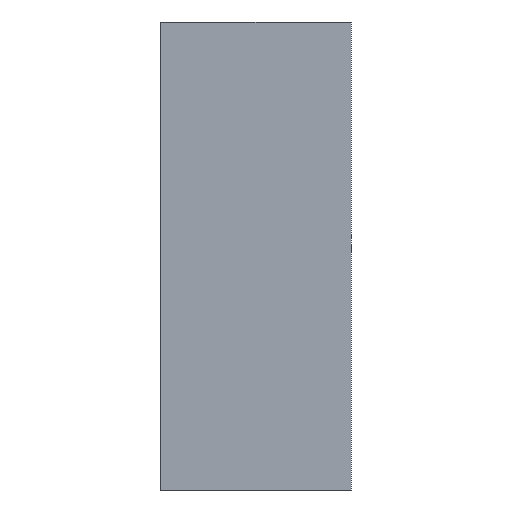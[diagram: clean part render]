
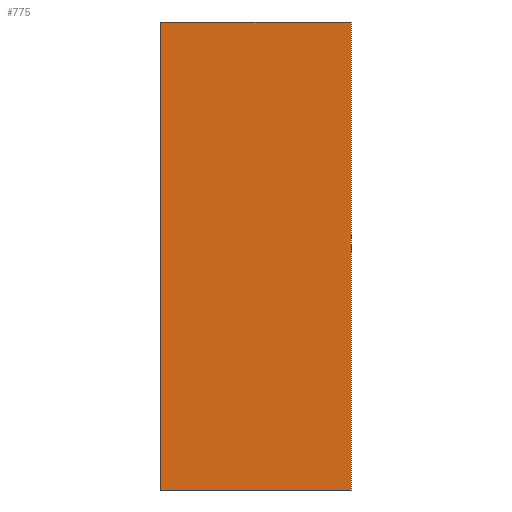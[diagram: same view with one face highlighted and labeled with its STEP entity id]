
A CAD part, left-side view. The second image highlights one B-rep face of the part: STEP entity #775.
In plain terms, the highlighted planar face has unit normal (-1, 0, 0).
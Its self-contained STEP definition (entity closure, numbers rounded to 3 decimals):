
#3 = DIRECTION ( 'NONE',  ( 1., 0., 0. ) ) ;
#4 = CARTESIAN_POINT ( 'NONE',  ( -1.6, 0.65, -0.8 ) ) ;
#62 = EDGE_CURVE ( 'NONE', #1009, #871, #307, .T. ) ;
#72 = AXIS2_PLACEMENT_3D ( 'NONE', #542, #3, #200 ) ;
#79 = CARTESIAN_POINT ( 'NONE',  ( -1.6, 0.65, 0.8 ) ) ;
#120 = VECTOR ( 'NONE', #1172, 1000. ) ;
#131 = CARTESIAN_POINT ( 'NONE',  ( -1.6, 0., -0.8 ) ) ;
#151 = DIRECTION ( 'NONE',  ( 0., -1., 0. ) ) ;
#152 = LINE ( 'NONE', #1195, #1095 ) ;
#161 = CARTESIAN_POINT ( 'NONE',  ( -1.6, 0.65, 0.8 ) ) ;
#171 = VECTOR ( 'NONE', #151, 1000. ) ;
#188 = PLANE ( 'NONE',  #72 ) ;
#200 = DIRECTION ( 'NONE',  ( 0., 0., -1. ) ) ;
#211 = ORIENTED_EDGE ( 'NONE', *, *, #62, .T. ) ;
#221 = VERTEX_POINT ( 'NONE', #131 ) ;
#279 = DIRECTION ( 'NONE',  ( 0., -1., 0. ) ) ;
#307 = LINE ( 'NONE', #79, #1100 ) ;
#332 = EDGE_CURVE ( 'NONE', #423, #221, #604, .T. ) ;
#338 = CARTESIAN_POINT ( 'NONE',  ( -1.6, 0., 0.8 ) ) ;
#378 = DIRECTION ( 'NONE',  ( 0., 0., -1. ) ) ;
#423 = VERTEX_POINT ( 'NONE', #807 ) ;
#465 = EDGE_CURVE ( 'NONE', #871, #221, #1140, .T. ) ;
#542 = CARTESIAN_POINT ( 'NONE',  ( -1.6, 0., 0.8 ) ) ;
#604 = LINE ( 'NONE', #338, #120 ) ;
#639 = ORIENTED_EDGE ( 'NONE', *, *, #332, .F. ) ;
#775 = ADVANCED_FACE ( 'NONE', ( #824 ), #188, .F. ) ;
#807 = CARTESIAN_POINT ( 'NONE',  ( -1.6, 0., 0.8 ) ) ;
#824 = FACE_OUTER_BOUND ( 'NONE', #1184, .T. ) ;
#871 = VERTEX_POINT ( 'NONE', #4 ) ;
#1009 = VERTEX_POINT ( 'NONE', #161 ) ;
#1094 = CARTESIAN_POINT ( 'NONE',  ( -1.6, 0., -0.8 ) ) ;
#1095 = VECTOR ( 'NONE', #279, 1000. ) ;
#1098 = EDGE_CURVE ( 'NONE', #1009, #423, #152, .T. ) ;
#1100 = VECTOR ( 'NONE', #378, 1000. ) ;
#1117 = ORIENTED_EDGE ( 'NONE', *, *, #1098, .F. ) ;
#1140 = LINE ( 'NONE', #1094, #171 ) ;
#1156 = ORIENTED_EDGE ( 'NONE', *, *, #465, .T. ) ;
#1172 = DIRECTION ( 'NONE',  ( 0., 0., -1. ) ) ;
#1184 = EDGE_LOOP ( 'NONE', ( #1156, #639, #1117, #211 ) ) ;
#1195 = CARTESIAN_POINT ( 'NONE',  ( -1.6, 0., 0.8 ) ) ;
